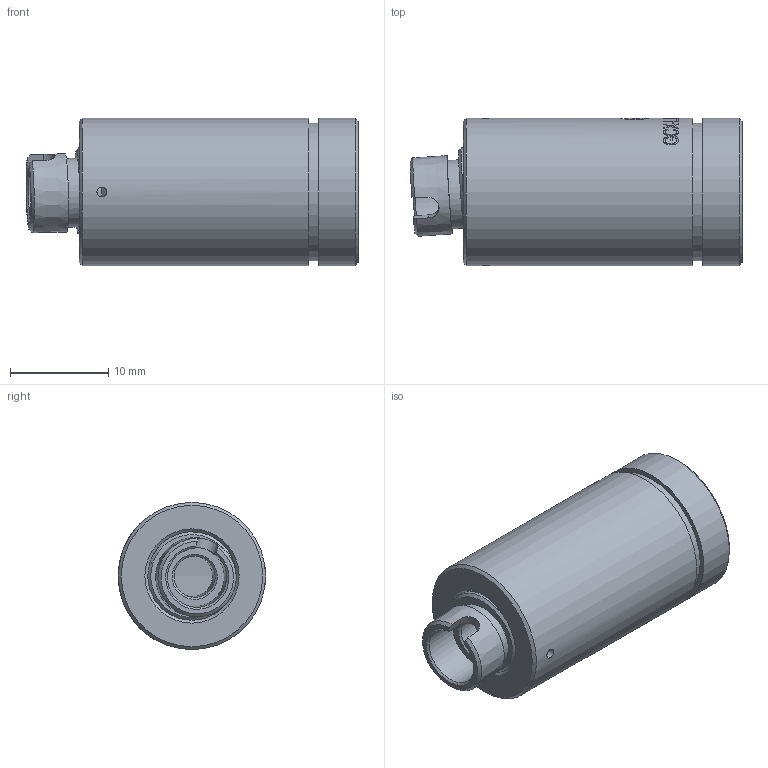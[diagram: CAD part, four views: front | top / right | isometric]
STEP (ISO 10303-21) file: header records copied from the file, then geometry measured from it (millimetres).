
FILE_DESCRIPTION (( 'STEP AP203' ), '1' );
FILE_NAME ('GCX-L15APC-633-J0000A.STEP', '2018-05-11T03:12:37', ( 'User' ), ( 'china' ), 'SwSTEP 2.0', 'SolidWorks 2015', '' );
FILE_SCHEMA (( 'CONFIG_CONTROL_DESIGN' ));
Length unit declared in the file: millimetre
Products named in the file (1): GCX-L15APC-633-J0000A
Bounding box: 33.83 x 15 x 15 mm (x, y, z)
Surface area: 2462.4 mm2 (no closed solid volume)
Topology: 0 solids, 11 shells, 186 faces, 699 edges, 510 vertices
Faces by surface type: plane 67, cylinder 63, bspline 44, cone 11, sphere 1
Full cylindrical faces by diameter (mm): 1 x4, 4.2 x1, 6.05 x1, 7 x2, 9 x2, 10.2 x1, 14 x1, 15 x2
Entity records: 12829 total; most frequent: CARTESIAN_POINT 7874, ORIENTED_EDGE 1022, DIRECTION 718, EDGE_CURVE 668, VERTEX_POINT 502, B_SPLINE_CURVE_WITH_KNOTS 353, AXIS2_PLACEMENT_3D 276, EDGE_LOOP 244
